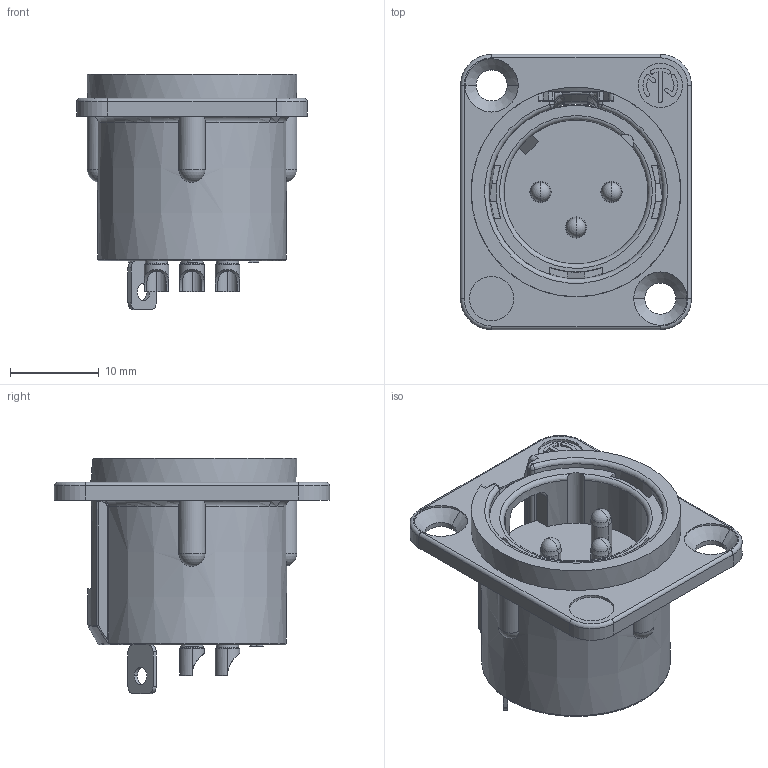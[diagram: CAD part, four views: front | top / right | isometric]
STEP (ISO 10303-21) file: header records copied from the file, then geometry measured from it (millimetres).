
FILE_DESCRIPTION((''),'2;1');
FILE_NAME('NC3MD-L-1','2024-06-24T10:28:57',('phk'),(''),'CREO PARAMETRIC BY PTC INC, 2023424','CREO PARAMETRIC BY PTC INC, 2023424','');
FILE_SCHEMA(('AUTOMOTIVE_DESIGN { 1 0 10303 214 1 1 1 1 }'));
Length unit declared in the file: millimetre
Products named in the file (1): NC3MD-L-1
Bounding box: 26 x 31 x 26.5 mm (x, y, z)
Volume: 6512.6 mm3; surface area: 6230.3 mm2
Topology: 1 solids, 1 shells, 877 faces, 2383 edges, 1583 vertices
Faces by surface type: plane 590, cylinder 144, bspline 48, cone 39, sphere 31, torus 25
Entity records: 29797 total; most frequent: CARTESIAN_POINT 7715, ORIENTED_EDGE 4636, DIRECTION 4222, EDGE_CURVE 2318, VECTOR 1702, LINE 1702, VERTEX_POINT 1478, AXIS2_PLACEMENT_3D 1260
